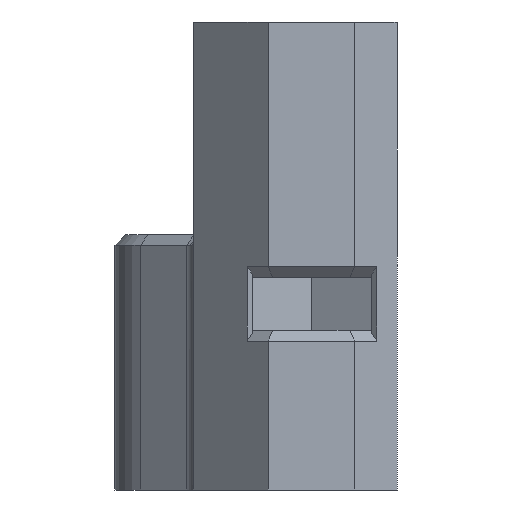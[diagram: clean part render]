
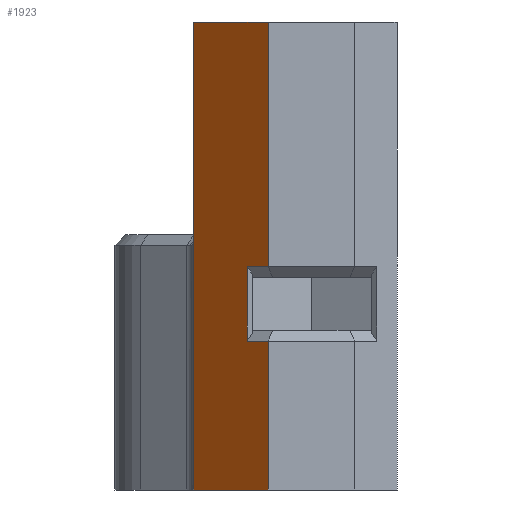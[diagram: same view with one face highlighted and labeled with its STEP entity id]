
A CAD part, left-side view. The second image highlights one B-rep face of the part: STEP entity #1923.
In plain terms, the highlighted planar face has unit normal (-0.707, 0.707, 0).
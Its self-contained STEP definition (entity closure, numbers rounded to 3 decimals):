
#118=FACE_OUTER_BOUND('',#226,.T.);
#226=EDGE_LOOP('',(#1438,#1439,#1440,#1441,#1442,#1443,#1444,#1445));
#397=LINE('',#2870,#641);
#408=LINE('',#2893,#652);
#409=LINE('',#2895,#653);
#410=LINE('',#2897,#654);
#411=LINE('',#2898,#655);
#412=LINE('',#2900,#656);
#413=LINE('',#2902,#657);
#414=LINE('',#2903,#658);
#641=VECTOR('',#2328,1000.);
#652=VECTOR('',#2343,1000.);
#653=VECTOR('',#2344,1000.);
#654=VECTOR('',#2345,1000.);
#655=VECTOR('',#2346,1000.);
#656=VECTOR('',#2347,1000.);
#657=VECTOR('',#2348,1000.);
#658=VECTOR('',#2349,1000.);
#869=VERTEX_POINT('',#2868);
#870=VERTEX_POINT('',#2869);
#879=VERTEX_POINT('',#2891);
#880=VERTEX_POINT('',#2892);
#881=VERTEX_POINT('',#2894);
#882=VERTEX_POINT('',#2896);
#883=VERTEX_POINT('',#2899);
#884=VERTEX_POINT('',#2901);
#1077=EDGE_CURVE('',#869,#870,#397,.T.);
#1088=EDGE_CURVE('',#879,#880,#408,.T.);
#1089=EDGE_CURVE('',#879,#881,#409,.T.);
#1090=EDGE_CURVE('',#881,#882,#410,.T.);
#1091=EDGE_CURVE('',#882,#870,#411,.T.);
#1092=EDGE_CURVE('',#883,#869,#412,.T.);
#1093=EDGE_CURVE('',#883,#884,#413,.T.);
#1094=EDGE_CURVE('',#884,#880,#414,.T.);
#1438=ORIENTED_EDGE('',*,*,#1088,.F.);
#1439=ORIENTED_EDGE('',*,*,#1089,.T.);
#1440=ORIENTED_EDGE('',*,*,#1090,.T.);
#1441=ORIENTED_EDGE('',*,*,#1091,.T.);
#1442=ORIENTED_EDGE('',*,*,#1077,.F.);
#1443=ORIENTED_EDGE('',*,*,#1092,.F.);
#1444=ORIENTED_EDGE('',*,*,#1093,.T.);
#1445=ORIENTED_EDGE('',*,*,#1094,.T.);
#1832=PLANE('',#2058);
#1923=ADVANCED_FACE('',(#118),#1832,.F.);
#2058=AXIS2_PLACEMENT_3D('',#2890,#2341,#2342);
#2328=DIRECTION('',(0.,0.,-1.));
#2341=DIRECTION('center_axis',(0.707,-0.707,0.));
#2342=DIRECTION('ref_axis',(0.707,0.707,0.));
#2343=DIRECTION('',(0.,0.,-1.));
#2344=DIRECTION('',(0.707,0.707,0.));
#2345=DIRECTION('',(0.,0.,1.));
#2346=DIRECTION('',(-0.707,-0.707,0.));
#2347=DIRECTION('',(-0.707,-0.707,0.));
#2348=DIRECTION('',(0.,0.,-1.));
#2349=DIRECTION('',(-0.707,-0.707,0.));
#2868=CARTESIAN_POINT('',(-15.,-3.5,22.));
#2869=CARTESIAN_POINT('',(-15.,-3.5,10.5));
#2870=CARTESIAN_POINT('',(-15.,-3.5,22.));
#2890=CARTESIAN_POINT('Origin',(-15.,-3.5,22.));
#2891=CARTESIAN_POINT('',(-15.,-3.5,7.));
#2892=CARTESIAN_POINT('',(-15.,-3.5,0.));
#2893=CARTESIAN_POINT('',(-15.,-3.5,22.));
#2894=CARTESIAN_POINT('',(-14.01,-2.51,7.));
#2895=CARTESIAN_POINT('',(-15.,-3.5,7.));
#2896=CARTESIAN_POINT('',(-14.01,-2.51,10.5));
#2897=CARTESIAN_POINT('',(-14.01,-2.51,22.));
#2898=CARTESIAN_POINT('',(-15.,-3.5,10.5));
#2899=CARTESIAN_POINT('',(-11.5,0.,22.));
#2900=CARTESIAN_POINT('',(-15.,-3.5,22.));
#2901=CARTESIAN_POINT('',(-11.5,0.,0.));
#2902=CARTESIAN_POINT('',(-11.5,0.,22.));
#2903=CARTESIAN_POINT('',(-15.,-3.5,0.));
